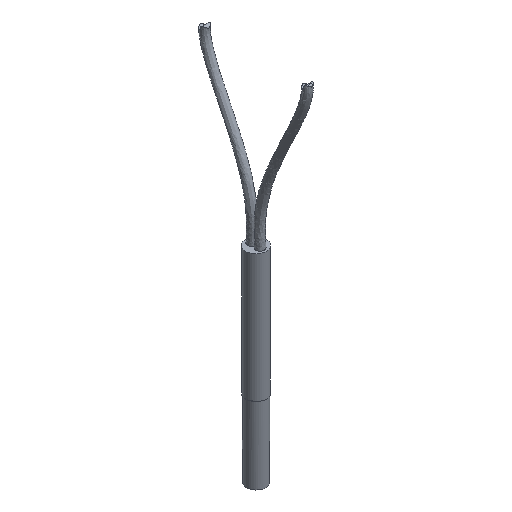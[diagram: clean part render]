
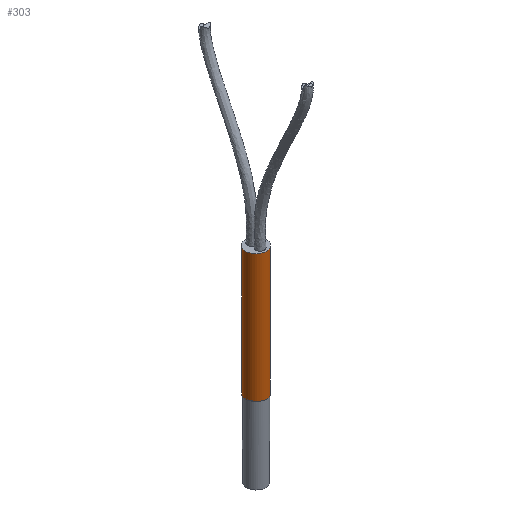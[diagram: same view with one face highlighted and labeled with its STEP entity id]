
A CAD part, isometric view. The second image highlights one B-rep face of the part: STEP entity #303.
In plain terms, the highlighted cylindrical face has radius 1.6 mm (diameter 3.2 mm), a full revolution.
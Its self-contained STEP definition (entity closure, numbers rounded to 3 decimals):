
#15=FACE_BOUND($,#80,.T.);
#21=CIRCLE($,#325,1.6);
#22=CIRCLE($,#327,1.6);
#55=FACE_OUTER_BOUND($,#79,.T.);
#79=EDGE_LOOP($,(#247));
#80=EDGE_LOOP($,(#248));
#148=VERTEX_POINT($,#1173);
#150=VERTEX_POINT($,#1623);
#180=EDGE_CURVE($,#148,#148,#21,.T.);
#184=EDGE_CURVE($,#150,#150,#22,.T.);
#247=ORIENTED_EDGE($,*,*,#180,.T.);
#248=ORIENTED_EDGE($,*,*,#184,.F.);
#287=CYLINDRICAL_SURFACE($,#329,1.6);
#303=ADVANCED_FACE($,(#55,#15),#287,.T.);
#325=AXIS2_PLACEMENT_3D($,#1174,#373,#374);
#327=AXIS2_PLACEMENT_3D($,#1624,#377,#378);
#329=AXIS2_PLACEMENT_3D($,#1627,#381,#382);
#373=DIRECTION('center_axis',(0.,0.,-1.));
#374=DIRECTION('ref_axis',(-1.,0.,0.));
#377=DIRECTION('center_axis',(0.,0.,-1.));
#378=DIRECTION('ref_axis',(-1.,0.,0.));
#381=DIRECTION('center_axis',(0.,0.,1.));
#382=DIRECTION('ref_axis',(-1.,0.,0.));
#1173=CARTESIAN_POINT('',(1.6,0.,32.));
#1174=CARTESIAN_POINT('Origin',(0.,0.,32.));
#1623=CARTESIAN_POINT('',(1.6,0.,12.));
#1624=CARTESIAN_POINT('Origin',(0.,0.,12.));
#1627=CARTESIAN_POINT('Origin',(0.,0.,12.));
